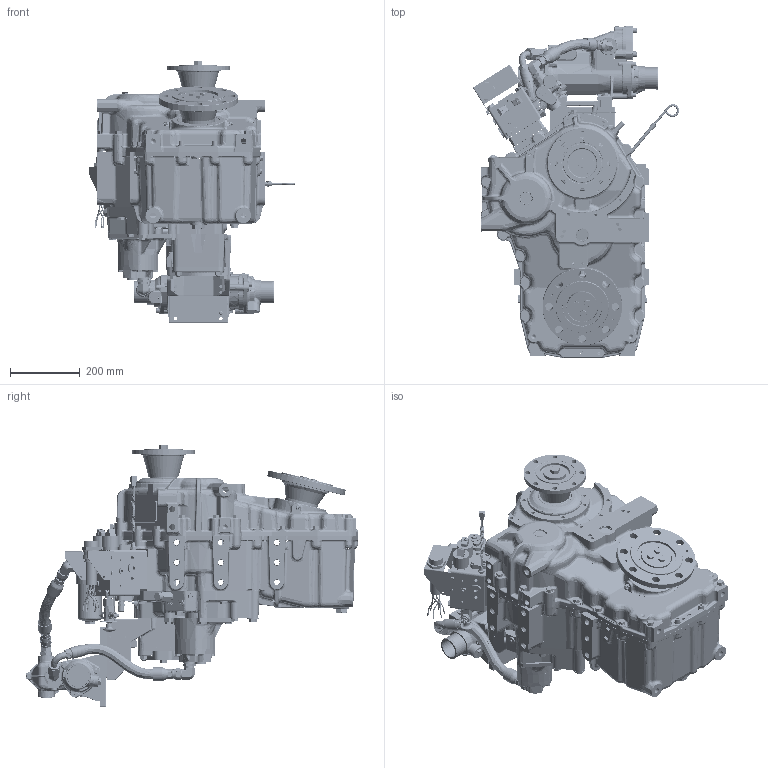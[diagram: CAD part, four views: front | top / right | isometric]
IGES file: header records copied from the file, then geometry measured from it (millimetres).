
Start section: SolidWorks IGES file using analytic representation for surfaces
Global section: file name: PX13358C.igs; native system: SolidWorks 2021; preprocessor: SolidWorks 2021; author: PDMBatchService; date: 240411.065650; units: millimetre
Bounding box: 592.86 x 954 x 753.4 mm (x, y, z)
Surface area: 3749495.9 mm2 (no closed solid volume)
Topology: 0 solids, 0 shells, 9942 faces, 146487 edges, 146109 vertices
Faces by surface type: bspline 5973, revolution 3969
